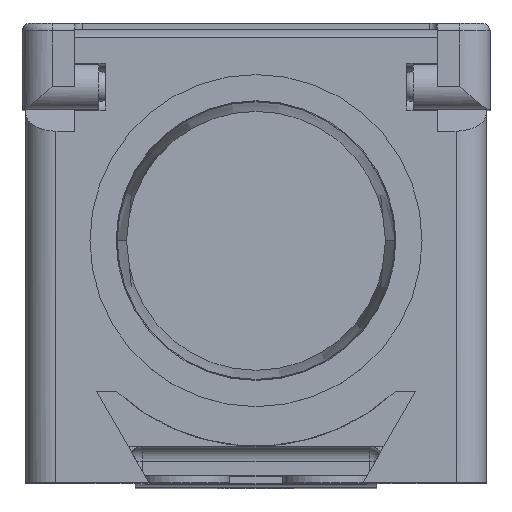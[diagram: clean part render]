
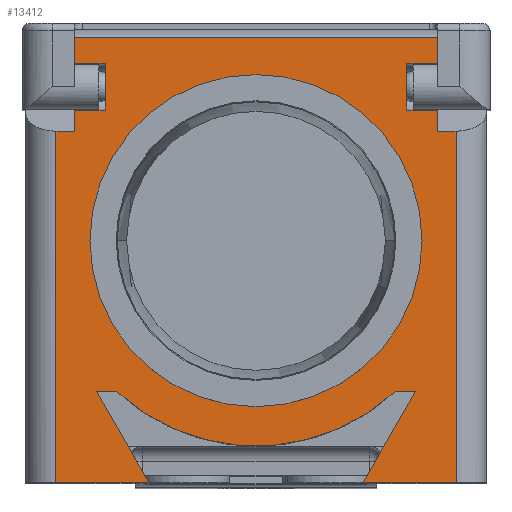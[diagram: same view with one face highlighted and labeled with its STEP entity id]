
A CAD part, top view. The second image highlights one B-rep face of the part: STEP entity #13412.
In plain terms, the highlighted planar face has unit normal (0, 0, 1).
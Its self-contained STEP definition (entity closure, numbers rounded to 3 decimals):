
#2814=DIRECTION('',(-1.,0.,0.));
#2815=VECTOR('',#2814,24.);
#2816=CARTESIAN_POINT('',(12.,19.431,62.));
#2817=LINE('',#2816,#2815);
#3044=DIRECTION('',(1.,0.,0.));
#3045=VECTOR('',#3044,2.);
#3046=CARTESIAN_POINT('',(10.,17.75,62.));
#3047=LINE('',#3046,#3045);
#3062=DIRECTION('',(0.,1.,0.));
#3063=VECTOR('',#3062,3.1);
#3064=CARTESIAN_POINT('',(10.,14.65,62.));
#3065=LINE('',#3064,#3063);
#3076=DIRECTION('',(-1.,0.,0.));
#3077=VECTOR('',#3076,2.);
#3078=CARTESIAN_POINT('',(12.,14.65,62.));
#3079=LINE('',#3078,#3077);
#3080=DIRECTION('',(0.,1.,0.));
#3081=VECTOR('',#3080,1.394);
#3082=CARTESIAN_POINT('',(12.,13.256,62.));
#3083=LINE('',#3082,#3081);
#3097=DIRECTION('',(0.5,-0.866,0.));
#3098=VECTOR('',#3097,6.928);
#3099=CARTESIAN_POINT('',(-10.564,-4.,62.));
#3100=LINE('',#3099,#3098);
#3101=DIRECTION('',(-1.,0.,0.));
#3102=VECTOR('',#3101,6.15);
#3103=CARTESIAN_POINT('',(-7.1,-10.,62.));
#3104=LINE('',#3103,#3102);
#3105=DIRECTION('',(0.,1.,0.));
#3106=VECTOR('',#3105,1.394);
#3107=CARTESIAN_POINT('',(-12.,13.256,62.));
#3108=LINE('',#3107,#3106);
#3109=DIRECTION('',(0.,1.,0.));
#3110=VECTOR('',#3109,1.681);
#3111=CARTESIAN_POINT('',(-12.,17.75,62.));
#3112=LINE('',#3111,#3110);
#3113=DIRECTION('',(1.,0.,0.));
#3114=VECTOR('',#3113,1.25);
#3115=CARTESIAN_POINT('',(12.,13.256,62.));
#3116=LINE('',#3115,#3114);
#3117=DIRECTION('',(-1.,0.,0.));
#3118=VECTOR('',#3117,6.15);
#3119=CARTESIAN_POINT('',(13.25,-10.,62.));
#3120=LINE('',#3119,#3118);
#3121=DIRECTION('',(0.5,0.866,0.));
#3122=VECTOR('',#3121,6.928);
#3123=CARTESIAN_POINT('',(7.1,-10.,62.));
#3124=LINE('',#3123,#3122);
#3125=CARTESIAN_POINT('',(0.,6.,62.));
#3126=DIRECTION('',(0.,0.,-1.));
#3127=DIRECTION('',(0.678,-0.735,0.));
#3128=AXIS2_PLACEMENT_3D('',#3125,#3126,#3127);
#3130=CARTESIAN_POINT('',(0.,6.,62.));
#3131=DIRECTION('',(0.,0.,1.));
#3132=DIRECTION('',(1.,0.,0.));
#3133=AXIS2_PLACEMENT_3D('',#3130,#3131,#3132);
#3135=CARTESIAN_POINT('',(0.,6.,62.));
#3136=DIRECTION('',(0.,0.,1.));
#3137=DIRECTION('',(-1.,0.,0.));
#3138=AXIS2_PLACEMENT_3D('',#3135,#3136,#3137);
#3140=DIRECTION('',(1.,0.,0.));
#3141=VECTOR('',#3140,1.347);
#3142=CARTESIAN_POINT('',(-10.564,-4.,62.));
#3143=LINE('',#3142,#3141);
#3805=DIRECTION('',(0.,-1.,0.));
#3806=VECTOR('',#3805,23.256);
#3807=CARTESIAN_POINT('',(-13.25,13.256,62.));
#3808=LINE('',#3807,#3806);
#3813=DIRECTION('',(-1.,0.,0.));
#3814=VECTOR('',#3813,1.25);
#3815=CARTESIAN_POINT('',(-12.,13.256,62.));
#3816=LINE('',#3815,#3814);
#4673=DIRECTION('',(1.,0.,0.));
#4674=VECTOR('',#4673,2.);
#4675=CARTESIAN_POINT('',(-12.,17.75,62.));
#4676=LINE('',#4675,#4674);
#4691=DIRECTION('',(0.,-1.,0.));
#4692=VECTOR('',#4691,3.1);
#4693=CARTESIAN_POINT('',(-10.,17.75,62.));
#4694=LINE('',#4693,#4692);
#4713=DIRECTION('',(-1.,0.,0.));
#4714=VECTOR('',#4713,2.);
#4715=CARTESIAN_POINT('',(-10.,14.65,62.));
#4716=LINE('',#4715,#4714);
#5057=DIRECTION('',(1.,0.,0.));
#5058=VECTOR('',#5057,1.347);
#5059=CARTESIAN_POINT('',(9.217,-4.,62.));
#5060=LINE('',#5059,#5058);
#5078=DIRECTION('',(0.,1.,0.));
#5079=VECTOR('',#5078,23.256);
#5080=CARTESIAN_POINT('',(13.25,-10.,62.));
#5081=LINE('',#5080,#5079);
#5082=CARTESIAN_POINT('',(13.25,13.256,62.));
#5142=DIRECTION('',(0.,1.,0.));
#5143=VECTOR('',#5142,1.681);
#5144=CARTESIAN_POINT('',(12.,17.75,62.));
#5145=LINE('',#5144,#5143);
#8409=VERTEX_POINT('',#5082);
#8410=CARTESIAN_POINT('',(12.,13.256,62.));
#8411=VERTEX_POINT('',#8410);
#8480=CARTESIAN_POINT('',(-12.,19.431,62.));
#8481=VERTEX_POINT('',#8480);
#8482=CARTESIAN_POINT('',(-12.,17.75,62.));
#8483=VERTEX_POINT('',#8482);
#8494=CARTESIAN_POINT('',(12.,19.431,62.));
#8495=VERTEX_POINT('',#8494);
#8557=CARTESIAN_POINT('',(10.,17.75,62.));
#8558=VERTEX_POINT('',#8557);
#8559=CARTESIAN_POINT('',(12.,17.75,62.));
#8560=VERTEX_POINT('',#8559);
#8561=CARTESIAN_POINT('',(10.,14.65,62.));
#8562=VERTEX_POINT('',#8561);
#8567=CARTESIAN_POINT('',(12.,14.65,62.));
#8568=VERTEX_POINT('',#8567);
#8569=CARTESIAN_POINT('',(-10.564,-4.,62.));
#8570=CARTESIAN_POINT('',(-9.217,-4.,62.));
#8571=VERTEX_POINT('',#8569);
#8572=VERTEX_POINT('',#8570);
#8573=CARTESIAN_POINT('',(-7.1,-10.,62.));
#8574=VERTEX_POINT('',#8573);
#8575=CARTESIAN_POINT('',(-13.25,-10.,62.));
#8576=VERTEX_POINT('',#8575);
#8577=CARTESIAN_POINT('',(-13.25,13.256,62.));
#8578=VERTEX_POINT('',#8577);
#8579=CARTESIAN_POINT('',(-12.,13.256,62.));
#8580=VERTEX_POINT('',#8579);
#8581=CARTESIAN_POINT('',(-12.,14.65,62.));
#8582=VERTEX_POINT('',#8581);
#8583=CARTESIAN_POINT('',(-10.,14.65,62.));
#8584=VERTEX_POINT('',#8583);
#8585=CARTESIAN_POINT('',(-10.,17.75,62.));
#8586=VERTEX_POINT('',#8585);
#8587=CARTESIAN_POINT('',(13.25,-10.,62.));
#8588=VERTEX_POINT('',#8587);
#8589=CARTESIAN_POINT('',(7.1,-10.,62.));
#8590=VERTEX_POINT('',#8589);
#8591=CARTESIAN_POINT('',(10.564,-4.,62.));
#8592=VERTEX_POINT('',#8591);
#8593=CARTESIAN_POINT('',(9.217,-4.,62.));
#8594=VERTEX_POINT('',#8593);
#8595=CARTESIAN_POINT('',(11.,6.,62.));
#8596=CARTESIAN_POINT('',(-11.,6.,62.));
#8597=VERTEX_POINT('',#8595);
#8598=VERTEX_POINT('',#8596);
#13362=CARTESIAN_POINT('',(-15.25,-10.,62.));
#13363=DIRECTION('',(0.,0.,1.));
#13364=DIRECTION('',(1.,0.,0.));
#13365=AXIS2_PLACEMENT_3D('',#13362,#13363,#13364);
#13366=PLANE('',#13365);
#13368=ORIENTED_EDGE('',*,*,#13367,.F.);
#13370=ORIENTED_EDGE('',*,*,#13369,.T.);
#13372=ORIENTED_EDGE('',*,*,#13371,.T.);
#13374=ORIENTED_EDGE('',*,*,#13373,.F.);
#13376=ORIENTED_EDGE('',*,*,#13375,.F.);
#13378=ORIENTED_EDGE('',*,*,#13377,.T.);
#13380=ORIENTED_EDGE('',*,*,#13379,.F.);
#13382=ORIENTED_EDGE('',*,*,#13381,.F.);
#13384=ORIENTED_EDGE('',*,*,#13383,.F.);
#13385=ORIENTED_EDGE('',*,*,#12969,.T.);
#13386=ORIENTED_EDGE('',*,*,#12993,.F.);
#13388=ORIENTED_EDGE('',*,*,#13387,.F.);
#13389=ORIENTED_EDGE('',*,*,#13307,.F.);
#13390=ORIENTED_EDGE('',*,*,#13324,.F.);
#13391=ORIENTED_EDGE('',*,*,#13342,.F.);
#13392=ORIENTED_EDGE('',*,*,#13354,.F.);
#13393=ORIENTED_EDGE('',*,*,#12794,.T.);
#13395=ORIENTED_EDGE('',*,*,#13394,.F.);
#13397=ORIENTED_EDGE('',*,*,#13396,.T.);
#13399=ORIENTED_EDGE('',*,*,#13398,.T.);
#13401=ORIENTED_EDGE('',*,*,#13400,.F.);
#13403=ORIENTED_EDGE('',*,*,#13402,.T.);
#13404=EDGE_LOOP('',(#13368,#13370,#13372,#13374,#13376,#13378,#13380,#13382,
#13384,#13385,#13386,#13388,#13389,#13390,#13391,#13392,#13393,#13395,#13397,
#13399,#13401,#13403));
#13405=FACE_OUTER_BOUND('',#13404,.F.);
#13407=ORIENTED_EDGE('',*,*,#13406,.T.);
#13409=ORIENTED_EDGE('',*,*,#13408,.T.);
#13410=EDGE_LOOP('',(#13407,#13409));
#13411=FACE_BOUND('',#13410,.F.);
#13412=ADVANCED_FACE('',(#13405,#13411),#13366,.T.);
#3129=CIRCLE('',#3128,13.6);
#3134=CIRCLE('',#3133,11.);
#3139=CIRCLE('',#3138,11.);
#12794=EDGE_CURVE('',#8411,#8409,#3116,.T.);
#12969=EDGE_CURVE('',#8483,#8481,#3112,.T.);
#12993=EDGE_CURVE('',#8495,#8481,#2817,.T.);
#13307=EDGE_CURVE('',#8558,#8560,#3047,.T.);
#13324=EDGE_CURVE('',#8562,#8558,#3065,.T.);
#13342=EDGE_CURVE('',#8568,#8562,#3079,.T.);
#13354=EDGE_CURVE('',#8411,#8568,#3083,.T.);
#13367=EDGE_CURVE('',#8571,#8572,#3143,.T.);
#13369=EDGE_CURVE('',#8571,#8574,#3100,.T.);
#13371=EDGE_CURVE('',#8574,#8576,#3104,.T.);
#13373=EDGE_CURVE('',#8578,#8576,#3808,.T.);
#13375=EDGE_CURVE('',#8580,#8578,#3816,.T.);
#13377=EDGE_CURVE('',#8580,#8582,#3108,.T.);
#13379=EDGE_CURVE('',#8584,#8582,#4716,.T.);
#13381=EDGE_CURVE('',#8586,#8584,#4694,.T.);
#13383=EDGE_CURVE('',#8483,#8586,#4676,.T.);
#13387=EDGE_CURVE('',#8560,#8495,#5145,.T.);
#13394=EDGE_CURVE('',#8588,#8409,#5081,.T.);
#13396=EDGE_CURVE('',#8588,#8590,#3120,.T.);
#13398=EDGE_CURVE('',#8590,#8592,#3124,.T.);
#13400=EDGE_CURVE('',#8594,#8592,#5060,.T.);
#13402=EDGE_CURVE('',#8594,#8572,#3129,.T.);
#13406=EDGE_CURVE('',#8597,#8598,#3134,.T.);
#13408=EDGE_CURVE('',#8598,#8597,#3139,.T.);
